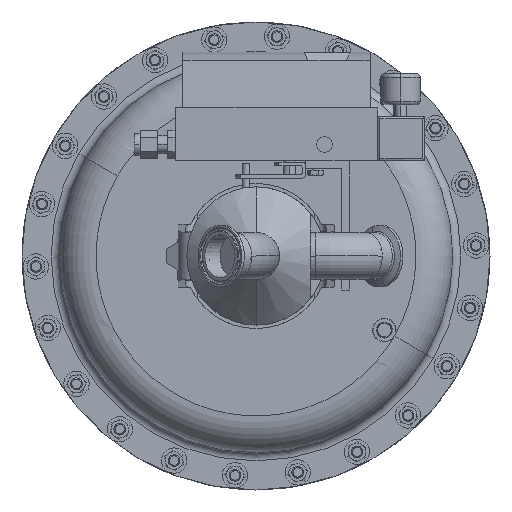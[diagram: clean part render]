
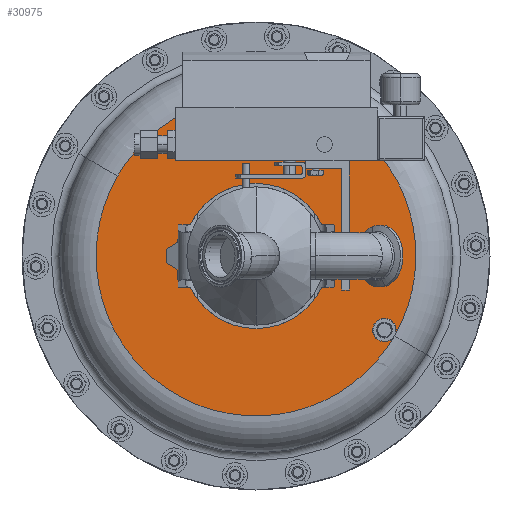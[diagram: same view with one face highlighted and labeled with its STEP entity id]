
A CAD part, front view. The second image highlights one B-rep face of the part: STEP entity #30975.
In plain terms, the highlighted planar face has unit normal (0, -1, 0).
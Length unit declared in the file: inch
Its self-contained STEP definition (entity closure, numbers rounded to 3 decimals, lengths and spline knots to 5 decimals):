
#1915 = AXIS2_PLACEMENT_3D ( 'NONE', #28031, #7320, #13763 ) ;
#2814 = DIRECTION ( 'NONE',  ( 0., 1., 0. ) ) ;
#2922 = EDGE_CURVE ( 'NONE', #7421, #37064, #31509, .T. ) ;
#3040 = VERTEX_POINT ( 'NONE', #29134 ) ;
#4030 = FACE_BOUND ( 'NONE', #19647, .T. ) ;
#5257 = CARTESIAN_POINT ( 'NONE',  ( 4.43838, 9.66, -2.5625 ) ) ;
#5919 = ORIENTED_EDGE ( 'NONE', *, *, #2922, .F. ) ;
#6562 = ORIENTED_EDGE ( 'NONE', *, *, #14543, .F. ) ;
#6757 = CIRCLE ( 'NONE', #7315, 0.375 ) ;
#6991 = VERTEX_POINT ( 'NONE', #5257 ) ;
#7174 = PLANE ( 'NONE',  #1915 ) ;
#7315 = AXIS2_PLACEMENT_3D ( 'NONE', #7987, #32550, #11507 ) ;
#7320 = DIRECTION ( 'NONE',  ( 0., -1., 0. ) ) ;
#7421 = VERTEX_POINT ( 'NONE', #18096 ) ;
#7987 = CARTESIAN_POINT ( 'NONE',  ( 4.11362, 9.66, -2.375 ) ) ;
#8701 = VERTEX_POINT ( 'NONE', #10233 ) ;
#8989 = EDGE_LOOP ( 'NONE', ( #23659, #34029, #29696, #43398, #30826 ) ) ;
#10233 = CARTESIAN_POINT ( 'NONE',  ( -4.43838, 9.66, 2.5625 ) ) ;
#10241 = CARTESIAN_POINT ( 'NONE',  ( 0., 9.66, -2.325 ) ) ;
#10664 = DIRECTION ( 'NONE',  ( 0.866, 0., -0.5 ) ) ;
#11507 = DIRECTION ( 'NONE',  ( 0.055, 0., -0.998 ) ) ;
#13544 = EDGE_CURVE ( 'NONE', #3040, #37790, #6757, .T. ) ;
#13763 = DIRECTION ( 'NONE',  ( -0.866, 0., 0.5 ) ) ;
#14536 = EDGE_CURVE ( 'NONE', #6991, #3040, #33067, .T. ) ;
#14543 = EDGE_CURVE ( 'NONE', #37064, #7421, #29212, .T. ) ;
#14710 = CARTESIAN_POINT ( 'NONE',  ( 0., 9.66, 0. ) ) ;
#18096 = CARTESIAN_POINT ( 'NONE',  ( 0., 9.66, 2.325 ) ) ;
#19647 = EDGE_LOOP ( 'NONE', ( #6562, #5919 ) ) ;
#20601 = DIRECTION ( 'NONE',  ( 0., 0., -1. ) ) ;
#20897 = CARTESIAN_POINT ( 'NONE',  ( 4.11362, 9.66, -2.375 ) ) ;
#21123 = DIRECTION ( 'NONE',  ( 0., 1., 0. ) ) ;
#21233 = DIRECTION ( 'NONE',  ( 0., 1., 0. ) ) ;
#21832 = EDGE_CURVE ( 'NONE', #6991, #8701, #38182, .T. ) ;
#23659 = ORIENTED_EDGE ( 'NONE', *, *, #21832, .F. ) ;
#25737 = CIRCLE ( 'NONE', #30304, 0.375 ) ;
#28031 = CARTESIAN_POINT ( 'NONE',  ( -2.5625, 9.66, -4.43838 ) ) ;
#28105 = EDGE_CURVE ( 'NONE', #8701, #6991, #39875, .T. ) ;
#28512 = DIRECTION ( 'NONE',  ( 0., -1., 0. ) ) ;
#29134 = CARTESIAN_POINT ( 'NONE',  ( 4.13428, 9.66, -2.74943 ) ) ;
#29212 = CIRCLE ( 'NONE', #40821, 2.325 ) ;
#29696 = ORIENTED_EDGE ( 'NONE', *, *, #13544, .T. ) ;
#30304 = AXIS2_PLACEMENT_3D ( 'NONE', #42414, #39089, #35229 ) ;
#30826 = ORIENTED_EDGE ( 'NONE', *, *, #28105, .F. ) ;
#30909 = DIRECTION ( 'NONE',  ( 0., -1., 0. ) ) ;
#30975 = ADVANCED_FACE ( 'NONE', ( #4030, #33169 ), #7174, .T. ) ;
#31441 = AXIS2_PLACEMENT_3D ( 'NONE', #20897, #2814, #31511 ) ;
#31509 = CIRCLE ( 'NONE', #39309, 2.325 ) ;
#31511 = DIRECTION ( 'NONE',  ( 0.055, 0., -0.998 ) ) ;
#31749 = DIRECTION ( 'NONE',  ( 0.866, 0., -0.5 ) ) ;
#32550 = DIRECTION ( 'NONE',  ( 0., 1., 0. ) ) ;
#33067 = CIRCLE ( 'NONE', #31441, 0.375 ) ;
#33169 = FACE_OUTER_BOUND ( 'NONE', #8989, .T. ) ;
#34029 = ORIENTED_EDGE ( 'NONE', *, *, #14536, .T. ) ;
#35072 = AXIS2_PLACEMENT_3D ( 'NONE', #42452, #21123, #31749 ) ;
#35229 = DIRECTION ( 'NONE',  ( 0.055, 0., -0.998 ) ) ;
#37064 = VERTEX_POINT ( 'NONE', #10241 ) ;
#37790 = VERTEX_POINT ( 'NONE', #38360 ) ;
#38182 = CIRCLE ( 'NONE', #43421, 5.125 ) ;
#38360 = CARTESIAN_POINT ( 'NONE',  ( 4.09296, 9.66, -2.00057 ) ) ;
#38599 = CARTESIAN_POINT ( 'NONE',  ( 0., 9.66, 0. ) ) ;
#39089 = DIRECTION ( 'NONE',  ( 0., 1., 0. ) ) ;
#39309 = AXIS2_PLACEMENT_3D ( 'NONE', #14710, #28512, #39416 ) ;
#39416 = DIRECTION ( 'NONE',  ( 0., 0., -1. ) ) ;
#39875 = CIRCLE ( 'NONE', #35072, 5.125 ) ;
#40821 = AXIS2_PLACEMENT_3D ( 'NONE', #41317, #30909, #20601 ) ;
#41317 = CARTESIAN_POINT ( 'NONE',  ( 0., 9.66, 0. ) ) ;
#42414 = CARTESIAN_POINT ( 'NONE',  ( 4.11362, 9.66, -2.375 ) ) ;
#42452 = CARTESIAN_POINT ( 'NONE',  ( 0., 9.66, 0. ) ) ;
#43398 = ORIENTED_EDGE ( 'NONE', *, *, #44999, .T. ) ;
#43421 = AXIS2_PLACEMENT_3D ( 'NONE', #38599, #21233, #10664 ) ;
#44999 = EDGE_CURVE ( 'NONE', #37790, #6991, #25737, .T. ) ;
